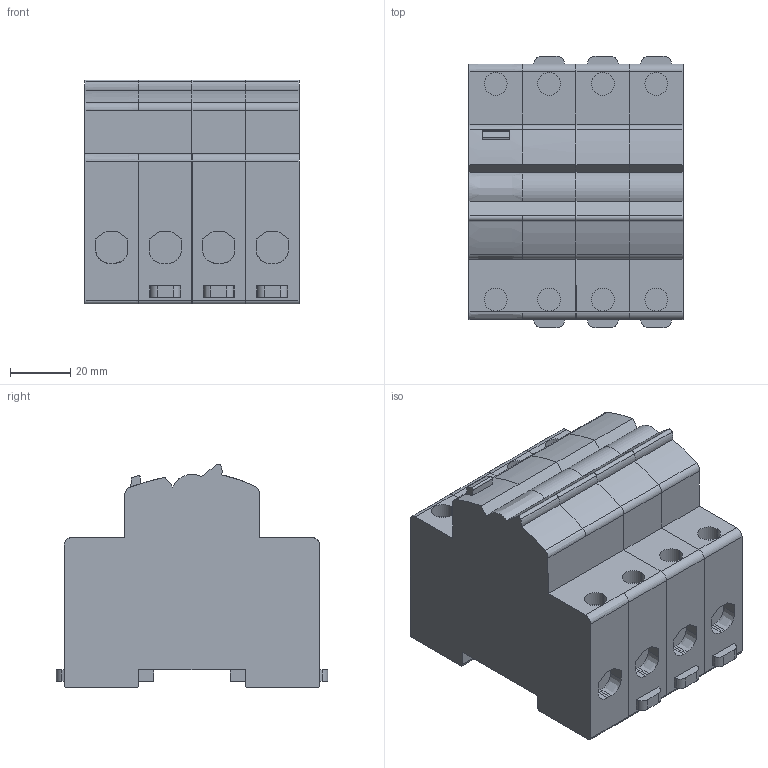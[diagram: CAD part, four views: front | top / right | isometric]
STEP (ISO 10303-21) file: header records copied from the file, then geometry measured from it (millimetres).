
FILE_DESCRIPTION(('CATIA V5 STEP Exchange','CAx-IF Rec.Pracs.--- Model Styling and Organization---1.4--- 2014-01-23'),'2;1');
FILE_NAME('MDC 4 MOD.stp','2020-02-05T15:39:25+00:00',('none'),('none'),'CATIA Version 5-6 Release 2016 SP4','CATIA V5 STEP AP214','none');
FILE_SCHEMA(('AUTOMOTIVE_DESIGN { 1 0 10303 214 1 1 1 1 }'));
Length unit declared in the file: millimetre
Products named in the file (4): MDC 4 MOD; MDC cubo; Product1; MT cubo
Assembly tree (4 placements, depth 3):
  MDC 4 MOD
    MDC cubo
    Product1
      MT cubo  x2
Bounding box: 71.2 x 90.32 x 74.45 mm (x, y, z)
Volume: 345922.7 mm3; surface area: 55187.8 mm2
Topology: 3 solids, 3 shells, 276 faces, 734 edges, 487 vertices
Faces by surface type: plane 175, cylinder 77, extrusion 24
Entity records: 6192 total; most frequent: CARTESIAN_POINT 1367, ORIENTED_EDGE 1060, DIRECTION 807, EDGE_CURVE 530, VECTOR 404, LINE 383, VERTEX_POINT 351, AXIS2_PLACEMENT_3D 255
